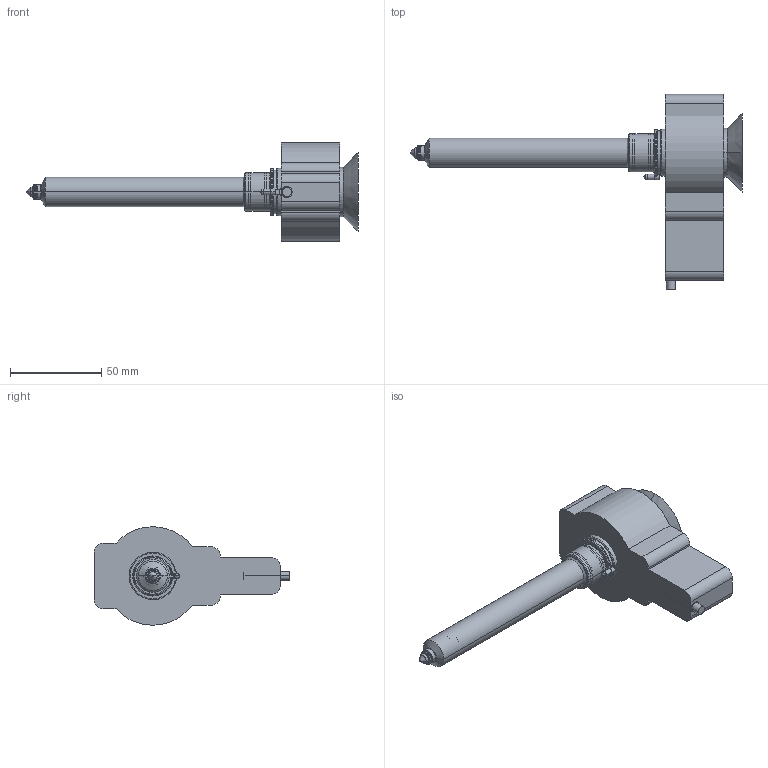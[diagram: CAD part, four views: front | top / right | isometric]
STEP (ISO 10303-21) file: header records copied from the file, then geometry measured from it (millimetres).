
FILE_DESCRIPTION (( 'STEP AP214' ), '1' );
FILE_NAME ('Dysza centralna - 16x134 EA-WP22.STEP', '2017-05-29T13:42:56', ( '' ), ( '' ), 'SwSTEP 2.0', 'SolidWorks 2016', '' );
FILE_SCHEMA (( 'AUTOMOTIVE_DESIGN' ));
Length unit declared in the file: millimetre
Products named in the file (10): grza³ka opaskowa 30x22 - nak³adka 22 - 22000-09; komora nak³adki 22; 16x134 - korpus - 16134-02; nak³adka - EA-WP-22; nakladka do dyszy centralnej 22 - 22000-11; pierœcieñ nak³adki 22; 16x134 - dysza - 16134-00_Standard; Dysza centralna - 16x134 EA-WP22; nak³adka 22 - 22000-11; 16x134 - komora_STANDARD
Assembly tree (9 placements, depth 4):
  Dysza centralna - 16x134 EA-WP22
    16x134 - dysza - 16134-00_Standard
      16x134 - korpus - 16134-02
      16x134 - komora_STANDARD
    nak³adka - EA-WP-22
      nak³adka 22 - 22000-11
        pierœcieñ nak³adki 22
        nakladka do dyszy centralnej 22 - 22000-11
      grza³ka opaskowa 30x22 - nak³adka 22 - 22000-09
      komora nak³adki 22
Bounding box: 182 x 107 x 53.99 mm (x, y, z)
Volume: 202178.9 mm3; surface area: 54135.5 mm2
Topology: 9 solids, 13 shells, 423 faces, 1088 edges, 688 vertices
Faces by surface type: cylinder 156, torus 84, plane 80, cone 71, sphere 18, bspline 14
Entity records: 20205 total; most frequent: CARTESIAN_POINT 9640, DIRECTION 2183, ORIENTED_EDGE 2164, EDGE_CURVE 1082, AXIS2_PLACEMENT_3D 927, VERTEX_POINT 688, CIRCLE 503, EDGE_LOOP 450
